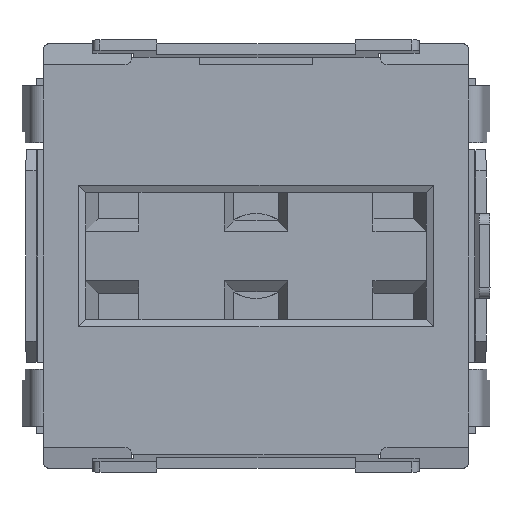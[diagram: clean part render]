
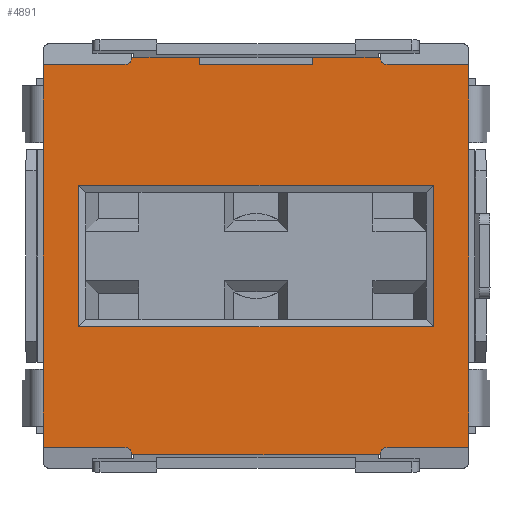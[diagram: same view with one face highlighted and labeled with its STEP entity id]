
A CAD part, front view. The second image highlights one B-rep face of the part: STEP entity #4891.
In plain terms, the highlighted planar face has unit normal (0, -1, 0).
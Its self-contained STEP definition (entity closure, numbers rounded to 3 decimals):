
#3920 = VERTEX_POINT('',#3921);
#3921 = CARTESIAN_POINT('',(-0.8,0.,
    2.7));
#3927 = EDGE_CURVE('',#3928,#3920,#3930,.T.);
#3928 = VERTEX_POINT('',#3929);
#3929 = CARTESIAN_POINT('',(0.8,0.,
    2.7));
#3930 = LINE('',#3931,#3932);
#3931 = CARTESIAN_POINT('',(3.,0.,2.7));
#3932 = VECTOR('',#3933,1.);
#3933 = DIRECTION('',(-1.,-0.,-0.));
#4069 = VERTEX_POINT('',#4070);
#4070 = CARTESIAN_POINT('',(3.,0.,-2.7));
#4108 = VERTEX_POINT('',#4109);
#4109 = CARTESIAN_POINT('',(3.,0.,2.7));
#4115 = EDGE_CURVE('',#4116,#4108,#4118,.T.);
#4116 = VERTEX_POINT('',#4117);
#4117 = CARTESIAN_POINT('',(3.,0.,2.4));
#4118 = LINE('',#4119,#4120);
#4119 = CARTESIAN_POINT('',(3.,0.,2.8));
#4120 = VECTOR('',#4121,1.);
#4121 = DIRECTION('',(0.,0.,1.));
#4140 = VERTEX_POINT('',#4141);
#4141 = CARTESIAN_POINT('',(3.,0.,1.6));
#4147 = EDGE_CURVE('',#4148,#4140,#4150,.T.);
#4148 = VERTEX_POINT('',#4149);
#4149 = CARTESIAN_POINT('',(3.,0.,-1.6));
#4150 = LINE('',#4151,#4152);
#4151 = CARTESIAN_POINT('',(3.,0.,-2.9));
#4152 = VECTOR('',#4153,1.);
#4153 = DIRECTION('',(0.,0.,1.));
#4172 = VERTEX_POINT('',#4173);
#4173 = CARTESIAN_POINT('',(3.,0.,-2.4));
#4179 = EDGE_CURVE('',#4069,#4172,#4180,.T.);
#4180 = LINE('',#4181,#4182);
#4181 = CARTESIAN_POINT('',(3.,0.,2.8));
#4182 = VECTOR('',#4183,1.);
#4183 = DIRECTION('',(0.,0.,1.));
#4271 = VERTEX_POINT('',#4272);
#4272 = CARTESIAN_POINT('',(1.75,0.,-2.8));
#4278 = EDGE_CURVE('',#4279,#4271,#4281,.T.);
#4279 = VERTEX_POINT('',#4280);
#4280 = CARTESIAN_POINT('',(-1.75,0.,-2.8));
#4281 = LINE('',#4282,#4283);
#4282 = CARTESIAN_POINT('',(-1.75,0.,-2.8));
#4283 = VECTOR('',#4284,1.);
#4284 = DIRECTION('',(1.,0.,0.));
#4393 = VERTEX_POINT('',#4394);
#4394 = CARTESIAN_POINT('',(-3.,0.,-1.6));
#4402 = EDGE_CURVE('',#4403,#4393,#4405,.T.);
#4403 = VERTEX_POINT('',#4404);
#4404 = CARTESIAN_POINT('',(-3.,0.,1.6));
#4405 = LINE('',#4406,#4407);
#4406 = CARTESIAN_POINT('',(-3.,0.,-2.9));
#4407 = VECTOR('',#4408,1.);
#4408 = DIRECTION('',(0.,0.,-1.));
#4427 = VERTEX_POINT('',#4428);
#4428 = CARTESIAN_POINT('',(-3.,0.,2.4));
#4434 = EDGE_CURVE('',#4435,#4427,#4437,.T.);
#4435 = VERTEX_POINT('',#4436);
#4436 = CARTESIAN_POINT('',(-3.,0.,2.7));
#4437 = LINE('',#4438,#4439);
#4438 = CARTESIAN_POINT('',(-3.,0.,-2.9));
#4439 = VECTOR('',#4440,1.);
#4440 = DIRECTION('',(0.,0.,-1.));
#4482 = VERTEX_POINT('',#4483);
#4483 = CARTESIAN_POINT('',(-3.,0.,-2.7));
#4489 = EDGE_CURVE('',#4490,#4482,#4492,.T.);
#4490 = VERTEX_POINT('',#4491);
#4491 = CARTESIAN_POINT('',(-3.,0.,-2.4));
#4492 = LINE('',#4493,#4494);
#4493 = CARTESIAN_POINT('',(-3.,0.,-2.9));
#4494 = VECTOR('',#4495,1.);
#4495 = DIRECTION('',(0.,0.,-1.));
#4595 = VERTEX_POINT('',#4596);
#4596 = CARTESIAN_POINT('',(-0.8,0.,2.8));
#4605 = VERTEX_POINT('',#4606);
#4606 = CARTESIAN_POINT('',(-1.75,0.,2.8));
#4612 = EDGE_CURVE('',#4595,#4605,#4613,.T.);
#4613 = LINE('',#4614,#4615);
#4614 = CARTESIAN_POINT('',(-0.8,0.,2.8));
#4615 = VECTOR('',#4616,1.);
#4616 = DIRECTION('',(-1.,0.,0.));
#4628 = EDGE_CURVE('',#3920,#4595,#4629,.T.);
#4629 = LINE('',#4630,#4631);
#4630 = CARTESIAN_POINT('',(-0.8,0.,2.8));
#4631 = VECTOR('',#4632,1.);
#4632 = DIRECTION('',(0.,0.,1.));
#4643 = EDGE_CURVE('',#4644,#3928,#4646,.T.);
#4644 = VERTEX_POINT('',#4645);
#4645 = CARTESIAN_POINT('',(0.8,0.,2.8));
#4646 = LINE('',#4647,#4648);
#4647 = CARTESIAN_POINT('',(0.8,0.,2.8));
#4648 = VECTOR('',#4649,1.);
#4649 = DIRECTION('',(0.,0.,-1.));
#4667 = EDGE_CURVE('',#4668,#4644,#4670,.T.);
#4668 = VERTEX_POINT('',#4669);
#4669 = CARTESIAN_POINT('',(1.75,0.,2.8));
#4670 = LINE('',#4671,#4672);
#4671 = CARTESIAN_POINT('',(0.8,0.,2.8));
#4672 = VECTOR('',#4673,1.);
#4673 = DIRECTION('',(-1.,0.,0.));
#4706 = VERTEX_POINT('',#4707);
#4707 = CARTESIAN_POINT('',(1.85,0.,2.7));
#4713 = EDGE_CURVE('',#4108,#4706,#4714,.T.);
#4714 = LINE('',#4715,#4716);
#4715 = CARTESIAN_POINT('',(1.85,0.,2.7));
#4716 = VECTOR('',#4717,1.);
#4717 = DIRECTION('',(-1.,0.,0.));
#4730 = EDGE_CURVE('',#4706,#4668,#4731,.T.);
#4731 = CIRCLE('',#4732,0.1);
#4732 = AXIS2_PLACEMENT_3D('',#4733,#4734,#4735);
#4733 = CARTESIAN_POINT('',(1.85,0.,2.8));
#4734 = DIRECTION('',(0.,1.,0.));
#4735 = DIRECTION('',(0.,0.,-1.));
#4746 = EDGE_CURVE('',#4747,#4069,#4749,.T.);
#4747 = VERTEX_POINT('',#4748);
#4748 = CARTESIAN_POINT('',(1.85,0.,-2.7));
#4749 = LINE('',#4750,#4751);
#4750 = CARTESIAN_POINT('',(1.85,0.,-2.7));
#4751 = VECTOR('',#4752,1.);
#4752 = DIRECTION('',(1.,0.,0.));
#4891 = ADVANCED_FACE('',(#4892,#4926),#5004,.T.);
#4892 = FACE_BOUND('',#4893,.T.);
#4893 = EDGE_LOOP('',(#4894,#4904,#4912,#4920));
#4894 = ORIENTED_EDGE('',*,*,#4895,.T.);
#4895 = EDGE_CURVE('',#4896,#4898,#4900,.T.);
#4896 = VERTEX_POINT('',#4897);
#4897 = CARTESIAN_POINT('',(-2.5,0.,
    1.));
#4898 = VERTEX_POINT('',#4899);
#4899 = CARTESIAN_POINT('',(2.5,0.,
    1.));
#4900 = LINE('',#4901,#4902);
#4901 = CARTESIAN_POINT('',(3.,0.,1.));
#4902 = VECTOR('',#4903,1.);
#4903 = DIRECTION('',(1.,0.,0.));
#4904 = ORIENTED_EDGE('',*,*,#4905,.T.);
#4905 = EDGE_CURVE('',#4898,#4906,#4908,.T.);
#4906 = VERTEX_POINT('',#4907);
#4907 = CARTESIAN_POINT('',(2.5,0.,
    -1.));
#4908 = LINE('',#4909,#4910);
#4909 = CARTESIAN_POINT('',(2.5,0.,2.8));
#4910 = VECTOR('',#4911,1.);
#4911 = DIRECTION('',(0.,0.,-1.));
#4912 = ORIENTED_EDGE('',*,*,#4913,.T.);
#4913 = EDGE_CURVE('',#4906,#4914,#4916,.T.);
#4914 = VERTEX_POINT('',#4915);
#4915 = CARTESIAN_POINT('',(-2.5,0.,
    -1.));
#4916 = LINE('',#4917,#4918);
#4917 = CARTESIAN_POINT('',(3.,0.,-1.));
#4918 = VECTOR('',#4919,1.);
#4919 = DIRECTION('',(-1.,-0.,-0.));
#4920 = ORIENTED_EDGE('',*,*,#4921,.T.);
#4921 = EDGE_CURVE('',#4914,#4896,#4922,.T.);
#4922 = LINE('',#4923,#4924);
#4923 = CARTESIAN_POINT('',(-2.5,0.,2.8));
#4924 = VECTOR('',#4925,1.);
#4925 = DIRECTION('',(0.,0.,1.));
#4926 = FACE_BOUND('',#4927,.T.);
#4927 = EDGE_LOOP('',(#4928,#4929,#4930,#4939,#4945,#4946,#4952,#4953,
    #4959,#4960,#4968,#4975,#4976,#4983,#4984,#4985,#4991,#4992,#4998,
    #4999,#5000,#5001,#5002,#5003));
#4928 = ORIENTED_EDGE('',*,*,#4628,.T.);
#4929 = ORIENTED_EDGE('',*,*,#4612,.T.);
#4930 = ORIENTED_EDGE('',*,*,#4931,.T.);
#4931 = EDGE_CURVE('',#4605,#4932,#4934,.T.);
#4932 = VERTEX_POINT('',#4933);
#4933 = CARTESIAN_POINT('',(-1.85,0.,2.7));
#4934 = CIRCLE('',#4935,0.1);
#4935 = AXIS2_PLACEMENT_3D('',#4936,#4937,#4938);
#4936 = CARTESIAN_POINT('',(-1.85,0.,2.8));
#4937 = DIRECTION('',(0.,1.,0.));
#4938 = DIRECTION('',(0.,0.,-1.));
#4939 = ORIENTED_EDGE('',*,*,#4940,.T.);
#4940 = EDGE_CURVE('',#4932,#4435,#4941,.T.);
#4941 = LINE('',#4942,#4943);
#4942 = CARTESIAN_POINT('',(3.,0.,2.7));
#4943 = VECTOR('',#4944,1.);
#4944 = DIRECTION('',(-1.,-0.,-0.));
#4945 = ORIENTED_EDGE('',*,*,#4434,.T.);
#4946 = ORIENTED_EDGE('',*,*,#4947,.T.);
#4947 = EDGE_CURVE('',#4427,#4403,#4948,.T.);
#4948 = LINE('',#4949,#4950);
#4949 = CARTESIAN_POINT('',(-3.,0.,2.8));
#4950 = VECTOR('',#4951,1.);
#4951 = DIRECTION('',(0.,0.,-1.));
#4952 = ORIENTED_EDGE('',*,*,#4402,.T.);
#4953 = ORIENTED_EDGE('',*,*,#4954,.T.);
#4954 = EDGE_CURVE('',#4393,#4490,#4955,.T.);
#4955 = LINE('',#4956,#4957);
#4956 = CARTESIAN_POINT('',(-3.,0.,2.8));
#4957 = VECTOR('',#4958,1.);
#4958 = DIRECTION('',(0.,0.,-1.));
#4959 = ORIENTED_EDGE('',*,*,#4489,.T.);
#4960 = ORIENTED_EDGE('',*,*,#4961,.T.);
#4961 = EDGE_CURVE('',#4482,#4962,#4964,.T.);
#4962 = VERTEX_POINT('',#4963);
#4963 = CARTESIAN_POINT('',(-1.85,0.,-2.7));
#4964 = LINE('',#4965,#4966);
#4965 = CARTESIAN_POINT('',(3.,0.,-2.7));
#4966 = VECTOR('',#4967,1.);
#4967 = DIRECTION('',(1.,0.,0.));
#4968 = ORIENTED_EDGE('',*,*,#4969,.T.);
#4969 = EDGE_CURVE('',#4962,#4279,#4970,.T.);
#4970 = CIRCLE('',#4971,0.1);
#4971 = AXIS2_PLACEMENT_3D('',#4972,#4973,#4974);
#4972 = CARTESIAN_POINT('',(-1.85,0.,-2.8));
#4973 = DIRECTION('',(-0.,1.,0.));
#4974 = DIRECTION('',(0.,0.,-1.));
#4975 = ORIENTED_EDGE('',*,*,#4278,.T.);
#4976 = ORIENTED_EDGE('',*,*,#4977,.T.);
#4977 = EDGE_CURVE('',#4271,#4747,#4978,.T.);
#4978 = CIRCLE('',#4979,0.1);
#4979 = AXIS2_PLACEMENT_3D('',#4980,#4981,#4982);
#4980 = CARTESIAN_POINT('',(1.85,0.,-2.8));
#4981 = DIRECTION('',(-0.,1.,0.));
#4982 = DIRECTION('',(0.,0.,-1.));
#4983 = ORIENTED_EDGE('',*,*,#4746,.T.);
#4984 = ORIENTED_EDGE('',*,*,#4179,.T.);
#4985 = ORIENTED_EDGE('',*,*,#4986,.T.);
#4986 = EDGE_CURVE('',#4172,#4148,#4987,.T.);
#4987 = LINE('',#4988,#4989);
#4988 = CARTESIAN_POINT('',(3.,0.,2.8));
#4989 = VECTOR('',#4990,1.);
#4990 = DIRECTION('',(0.,0.,1.));
#4991 = ORIENTED_EDGE('',*,*,#4147,.T.);
#4992 = ORIENTED_EDGE('',*,*,#4993,.T.);
#4993 = EDGE_CURVE('',#4140,#4116,#4994,.T.);
#4994 = LINE('',#4995,#4996);
#4995 = CARTESIAN_POINT('',(3.,0.,2.8));
#4996 = VECTOR('',#4997,1.);
#4997 = DIRECTION('',(0.,0.,1.));
#4998 = ORIENTED_EDGE('',*,*,#4115,.T.);
#4999 = ORIENTED_EDGE('',*,*,#4713,.T.);
#5000 = ORIENTED_EDGE('',*,*,#4730,.T.);
#5001 = ORIENTED_EDGE('',*,*,#4667,.T.);
#5002 = ORIENTED_EDGE('',*,*,#4643,.T.);
#5003 = ORIENTED_EDGE('',*,*,#3927,.T.);
#5004 = PLANE('',#5005);
#5005 = AXIS2_PLACEMENT_3D('',#5006,#5007,#5008);
#5006 = CARTESIAN_POINT('',(3.,0.,2.8));
#5007 = DIRECTION('',(0.,-1.,0.));
#5008 = DIRECTION('',(0.,0.,-1.));
